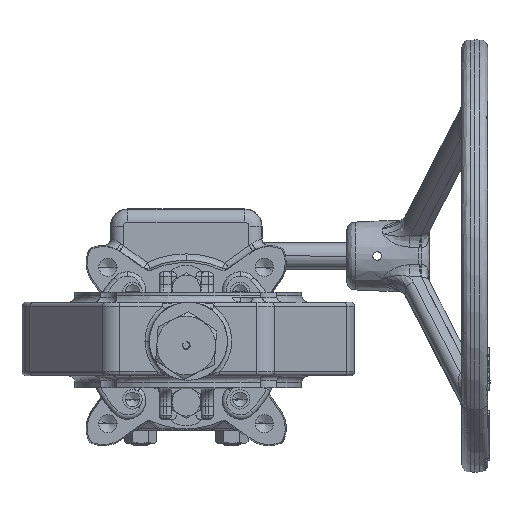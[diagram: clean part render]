
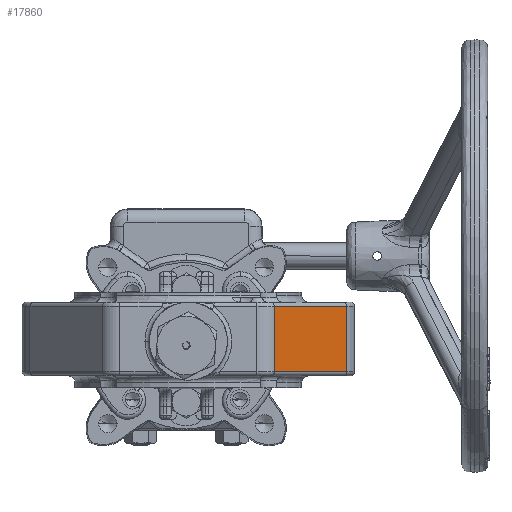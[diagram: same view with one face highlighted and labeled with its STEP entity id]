
A CAD part, front view. The second image highlights one B-rep face of the part: STEP entity #17860.
In plain terms, the highlighted planar face has unit normal (0.795, -0.606, 0).
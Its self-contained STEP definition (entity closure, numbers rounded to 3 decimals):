
#12017 = ORIENTED_EDGE ( 'NONE', *, *, #255067, .F. ) ;
#17860 = ADVANCED_FACE ( 'NONE', ( #29669 ), #110714, .F. ) ;
#18466 = DIRECTION ( 'NONE',  ( 0.606, 0.795, 0. ) ) ;
#29669 = FACE_OUTER_BOUND ( 'NONE', #78629, .T. ) ;
#30654 = VECTOR ( 'NONE', #265377, 1000. ) ;
#30842 = LINE ( 'NONE', #221906, #158443 ) ;
#45023 = ORIENTED_EDGE ( 'NONE', *, *, #50210, .T. ) ;
#46191 = EDGE_CURVE ( 'NONE', #132913, #195499, #129705, .T. ) ;
#50210 = EDGE_CURVE ( 'NONE', #58166, #228278, #127540, .T. ) ;
#58166 = VERTEX_POINT ( 'NONE', #234337 ) ;
#58518 = CARTESIAN_POINT ( 'NONE',  ( 72.984, -35.209, -12. ) ) ;
#78629 = EDGE_LOOP ( 'NONE', ( #78730, #223266, #12017, #45023 ) ) ;
#78730 = ORIENTED_EDGE ( 'NONE', *, *, #98665, .T. ) ;
#97259 = LINE ( 'NONE', #181199, #30654 ) ;
#98665 = EDGE_CURVE ( 'NONE', #228278, #132913, #97259, .T. ) ;
#110714 = PLANE ( 'NONE',  #237724 ) ;
#114561 = VECTOR ( 'NONE', #18466, 1000. ) ;
#127540 = LINE ( 'NONE', #146835, #264842 ) ;
#129705 = LINE ( 'NONE', #150393, #114561 ) ;
#131396 = CARTESIAN_POINT ( 'NONE',  ( 72.984, -35.209, 20. ) ) ;
#132913 = VERTEX_POINT ( 'NONE', #171169 ) ;
#146835 = CARTESIAN_POINT ( 'NONE',  ( 39.573, -79.06, 18. ) ) ;
#150393 = CARTESIAN_POINT ( 'NONE',  ( 72.984, -35.209, -12. ) ) ;
#154762 = DIRECTION ( 'NONE',  ( -0.606, -0.795, 0. ) ) ;
#158443 = VECTOR ( 'NONE', #242693, 1000. ) ;
#171169 = CARTESIAN_POINT ( 'NONE',  ( 39.573, -79.06, -12. ) ) ;
#178096 = DIRECTION ( 'NONE',  ( -0.795, 0.606, 0. ) ) ;
#181199 = CARTESIAN_POINT ( 'NONE',  ( 39.573, -79.06, 20. ) ) ;
#195499 = VERTEX_POINT ( 'NONE', #58518 ) ;
#211514 = DIRECTION ( 'NONE',  ( -0.606, -0.795, 0. ) ) ;
#221906 = CARTESIAN_POINT ( 'NONE',  ( 72.984, -35.209, 20. ) ) ;
#223266 = ORIENTED_EDGE ( 'NONE', *, *, #46191, .T. ) ;
#228278 = VERTEX_POINT ( 'NONE', #244122 ) ;
#234337 = CARTESIAN_POINT ( 'NONE',  ( 72.984, -35.209, 18. ) ) ;
#237724 = AXIS2_PLACEMENT_3D ( 'NONE', #131396, #178096, #154762 ) ;
#242693 = DIRECTION ( 'NONE',  ( 0., 0., -1. ) ) ;
#244122 = CARTESIAN_POINT ( 'NONE',  ( 39.573, -79.06, 18. ) ) ;
#255067 = EDGE_CURVE ( 'NONE', #58166, #195499, #30842, .T. ) ;
#264842 = VECTOR ( 'NONE', #211514, 1000. ) ;
#265377 = DIRECTION ( 'NONE',  ( 0., 0., -1. ) ) ;
